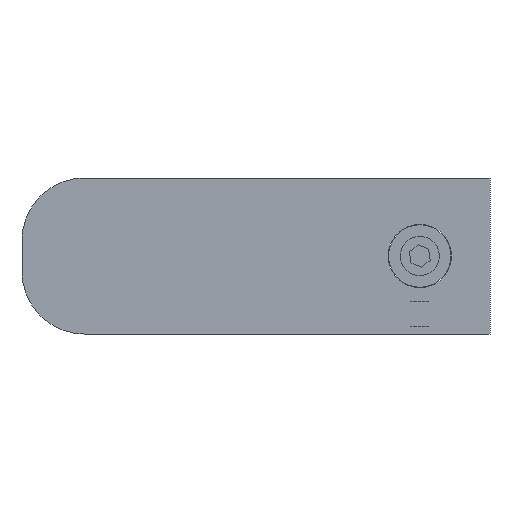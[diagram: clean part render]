
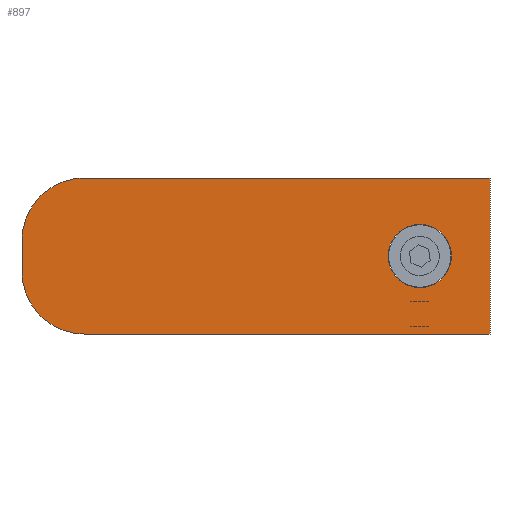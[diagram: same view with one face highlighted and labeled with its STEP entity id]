
A CAD part, left-side view. The second image highlights one B-rep face of the part: STEP entity #897.
In plain terms, the highlighted face is planar.
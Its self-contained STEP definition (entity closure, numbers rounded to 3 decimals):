
#20 = ORIENTED_EDGE ( 'NONE', *, *, #1209, .T. ) ;
#25 = DIRECTION ( 'NONE',  ( 0., 0., 1. ) ) ;
#33 = EDGE_CURVE ( 'NONE', #707, #1683, #1569, .T. ) ;
#51 = CARTESIAN_POINT ( 'NONE',  ( -30., 4., 10. ) ) ;
#162 = EDGE_CURVE ( 'NONE', #682, #1059, #307, .T. ) ;
#164 = DIRECTION ( 'NONE',  ( 0., 0., -1. ) ) ;
#169 = CARTESIAN_POINT ( 'NONE',  ( 30., 4., -10. ) ) ;
#210 = CARTESIAN_POINT ( 'NONE',  ( -22., 4., -10. ) ) ;
#220 = VECTOR ( 'NONE', #837, 1000. ) ;
#226 = AXIS2_PLACEMENT_3D ( 'NONE', #1121, #975, #992 ) ;
#264 = FACE_BOUND ( 'NONE', #1134, .T. ) ;
#280 = DIRECTION ( 'NONE',  ( -1., 0., 0. ) ) ;
#307 = LINE ( 'NONE', #51, #220 ) ;
#390 = AXIS2_PLACEMENT_3D ( 'NONE', #1689, #886, #1307 ) ;
#409 = CARTESIAN_POINT ( 'NONE',  ( -30., 4., -10. ) ) ;
#494 = ORIENTED_EDGE ( 'NONE', *, *, #162, .T. ) ;
#556 = PLANE ( 'NONE',  #814 ) ;
#569 = EDGE_CURVE ( 'NONE', #1059, #1137, #1596, .T. ) ;
#571 = VECTOR ( 'NONE', #25, 1000. ) ;
#591 = CARTESIAN_POINT ( 'NONE',  ( -30., 4., -2. ) ) ;
#620 = CARTESIAN_POINT ( 'NONE',  ( -22., 4., 10. ) ) ;
#635 = CARTESIAN_POINT ( 'NONE',  ( -22., 4., -2. ) ) ;
#671 = CARTESIAN_POINT ( 'NONE',  ( -30., 4., 10. ) ) ;
#681 = DIRECTION ( 'NONE',  ( 0., -1., 0. ) ) ;
#682 = VERTEX_POINT ( 'NONE', #620 ) ;
#707 = VERTEX_POINT ( 'NONE', #1129 ) ;
#732 = DIRECTION ( 'NONE',  ( 0., 0., -1. ) ) ;
#781 = ORIENTED_EDGE ( 'NONE', *, *, #1475, .T. ) ;
#814 = AXIS2_PLACEMENT_3D ( 'NONE', #169, #681, #164 ) ;
#828 = ORIENTED_EDGE ( 'NONE', *, *, #1506, .F. ) ;
#837 = DIRECTION ( 'NONE',  ( 1., 0., 0. ) ) ;
#886 = DIRECTION ( 'NONE',  ( 0., 1., 0. ) ) ;
#897 = ADVANCED_FACE ( 'NONE', ( #264, #1225 ), #556, .F. ) ;
#975 = DIRECTION ( 'NONE',  ( 0., 1., 0. ) ) ;
#990 = EDGE_CURVE ( 'NONE', #1137, #1074, #1615, .T. ) ;
#992 = DIRECTION ( 'NONE',  ( 0., 0., 1. ) ) ;
#994 = CARTESIAN_POINT ( 'NONE',  ( 30., 4., 10. ) ) ;
#1015 = DIRECTION ( 'NONE',  ( 0., 1., 0. ) ) ;
#1049 = VERTEX_POINT ( 'NONE', #591 ) ;
#1059 = VERTEX_POINT ( 'NONE', #994 ) ;
#1068 = CIRCLE ( 'NONE', #1348, 8. ) ;
#1074 = VERTEX_POINT ( 'NONE', #210 ) ;
#1101 = DIRECTION ( 'NONE',  ( 0., 0., -1. ) ) ;
#1121 = CARTESIAN_POINT ( 'NONE',  ( 21., 4., 0. ) ) ;
#1129 = CARTESIAN_POINT ( 'NONE',  ( 21., 4., 4.05 ) ) ;
#1133 = CARTESIAN_POINT ( 'NONE',  ( -30., 4., 2. ) ) ;
#1134 = EDGE_LOOP ( 'NONE', ( #1190, #828 ) ) ;
#1137 = VERTEX_POINT ( 'NONE', #1427 ) ;
#1141 = DIRECTION ( 'NONE',  ( 0., 1., 0. ) ) ;
#1190 = ORIENTED_EDGE ( 'NONE', *, *, #33, .F. ) ;
#1207 = VECTOR ( 'NONE', #1101, 1000. ) ;
#1209 = EDGE_CURVE ( 'NONE', #1074, #1049, #1578, .T. ) ;
#1217 = ORIENTED_EDGE ( 'NONE', *, *, #1336, .T. ) ;
#1225 = FACE_OUTER_BOUND ( 'NONE', #1257, .T. ) ;
#1241 = AXIS2_PLACEMENT_3D ( 'NONE', #635, #1015, #1584 ) ;
#1257 = EDGE_LOOP ( 'NONE', ( #1217, #781, #494, #1653, #1585, #20 ) ) ;
#1283 = CARTESIAN_POINT ( 'NONE',  ( 21., 4., -4.05 ) ) ;
#1307 = DIRECTION ( 'NONE',  ( 0., 0., 1. ) ) ;
#1332 = LINE ( 'NONE', #671, #571 ) ;
#1336 = EDGE_CURVE ( 'NONE', #1049, #1429, #1332, .T. ) ;
#1348 = AXIS2_PLACEMENT_3D ( 'NONE', #1649, #1141, #732 ) ;
#1427 = CARTESIAN_POINT ( 'NONE',  ( 30., 4., -10. ) ) ;
#1429 = VERTEX_POINT ( 'NONE', #1133 ) ;
#1475 = EDGE_CURVE ( 'NONE', #1429, #682, #1068, .T. ) ;
#1506 = EDGE_CURVE ( 'NONE', #1683, #707, #1681, .T. ) ;
#1569 = CIRCLE ( 'NONE', #390, 4.05 ) ;
#1578 = CIRCLE ( 'NONE', #1241, 8. ) ;
#1584 = DIRECTION ( 'NONE',  ( 0., 0., -1. ) ) ;
#1585 = ORIENTED_EDGE ( 'NONE', *, *, #990, .T. ) ;
#1596 = LINE ( 'NONE', #1721, #1207 ) ;
#1600 = VECTOR ( 'NONE', #280, 1000. ) ;
#1615 = LINE ( 'NONE', #409, #1600 ) ;
#1649 = CARTESIAN_POINT ( 'NONE',  ( -22., 4., 2. ) ) ;
#1653 = ORIENTED_EDGE ( 'NONE', *, *, #569, .T. ) ;
#1681 = CIRCLE ( 'NONE', #226, 4.05 ) ;
#1683 = VERTEX_POINT ( 'NONE', #1283 ) ;
#1689 = CARTESIAN_POINT ( 'NONE',  ( 21., 4., 0. ) ) ;
#1721 = CARTESIAN_POINT ( 'NONE',  ( 30., 4., 10. ) ) ;
